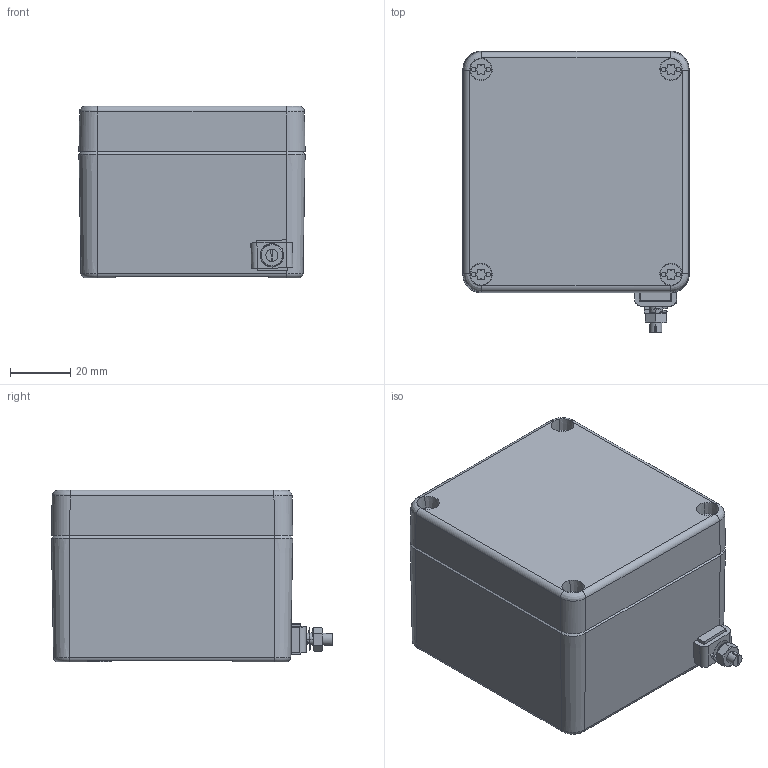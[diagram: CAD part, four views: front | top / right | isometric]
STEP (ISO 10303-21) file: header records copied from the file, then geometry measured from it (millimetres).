
FILE_DESCRIPTION(('CATIA V5 STEP Exchange','CAx-IF Rec.Pracs.--- Model Styling and Organization---1.4--- 2014-01-23'),'2;1');
FILE_NAME ('D1451045_0', '2020-02-04T09:31:48+00:00', ('none'), ('Weidmueller'), 'CATIA Version 5-6 Release 2016 SP3 HF44', 'CATIA V5 STEP AP214', 'none');
FILE_SCHEMA(('AUTOMOTIVE_DESIGN { 1 0 10303 214 1 1 1 1 }'));
Length unit declared in the file: millimetre
Products named in the file (1): K11 EX RAL 7001
Bounding box: 75 x 93.2 x 57 mm (x, y, z)
Volume: 114602.6 mm3; surface area: 67446.3 mm2
Topology: 12 solids, 12 shells, 833 faces, 2012 edges, 1239 vertices
Faces by surface type: plane 274, cylinder 259, cone 144, torus 99, bspline 53, sphere 4
Entity records: 26808 total; most frequent: CARTESIAN_POINT 8459, ORIENTED_EDGE 3996, DIRECTION 2987, EDGE_CURVE 1998, AXIS2_PLACEMENT_3D 1481, VERTEX_POINT 1244, EDGE_LOOP 914, VECTOR 879
